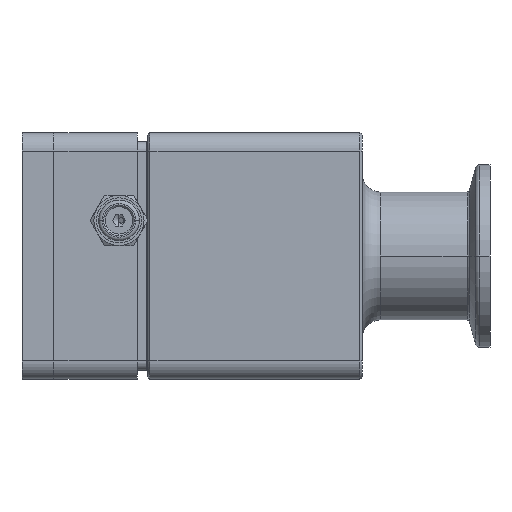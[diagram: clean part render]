
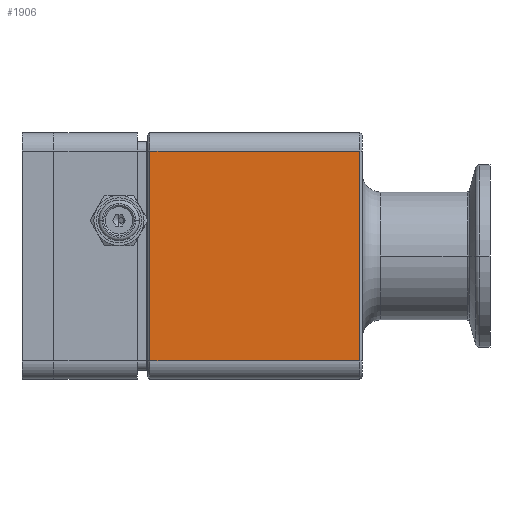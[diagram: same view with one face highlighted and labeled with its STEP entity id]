
A CAD part, left-side view. The second image highlights one B-rep face of the part: STEP entity #1906.
In plain terms, the highlighted planar face has unit normal (-1, 0, 0).
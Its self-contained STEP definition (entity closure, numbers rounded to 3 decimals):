
#1137=LINE('',#14541,#1510);
#1152=LINE('',#14588,#1525);
#1207=LINE('',#14982,#1580);
#1208=LINE('',#14983,#1581);
#1510=VECTOR('',#8457,1.);
#1525=VECTOR('',#8504,1.);
#1580=VECTOR('',#8845,1.);
#1581=VECTOR('',#8846,1.);
#1906=ADVANCED_FACE('NONE',(#2366),#2102,.T.);
#2102=PLANE('',#7285);
#2366=FACE_OUTER_BOUND('',#2790,.T.);
#2790=EDGE_LOOP('',(#4260,#4261,#4262,#4263));
#4260=ORIENTED_EDGE('',*,*,#6213,.T.);
#4261=ORIENTED_EDGE('',*,*,#6059,.T.);
#4262=ORIENTED_EDGE('',*,*,#6214,.F.);
#4263=ORIENTED_EDGE('',*,*,#6036,.T.);
#5240=VERTEX_POINT('',#14526);
#5244=VERTEX_POINT('',#14538);
#5257=VERTEX_POINT('',#14575);
#5261=VERTEX_POINT('',#14587);
#6036=EDGE_CURVE('NONE',#5244,#5240,#1137,.T.);
#6059=EDGE_CURVE('NONE',#5257,#5261,#1152,.T.);
#6213=EDGE_CURVE('NONE',#5240,#5257,#1207,.T.);
#6214=EDGE_CURVE('NONE',#5244,#5261,#1208,.T.);
#7285=AXIS2_PLACEMENT_3D('',#14984,#8847,#8848);
#8457=DIRECTION('',(0.,0.,-1.));
#8504=DIRECTION('',(0.,0.,1.));
#8845=DIRECTION('',(0.,-1.,0.));
#8846=DIRECTION('',(0.,-1.,0.));
#8847=DIRECTION('',(-1.,0.,0.));
#8848=DIRECTION('',(0.,0.,1.));
#14526=CARTESIAN_POINT('',(-27.,46.5,-23.));
#14538=CARTESIAN_POINT('',(-27.,46.5,23.));
#14541=CARTESIAN_POINT('',(-27.,46.5,0.));
#14575=CARTESIAN_POINT('',(-27.,0.5,-23.));
#14587=CARTESIAN_POINT('',(-27.,0.5,23.));
#14588=CARTESIAN_POINT('',(-27.,0.5,23.));
#14982=CARTESIAN_POINT('',(-27.,47.,-23.));
#14983=CARTESIAN_POINT('',(-27.,47.,23.));
#14984=CARTESIAN_POINT('',(-27.,47.,0.));
